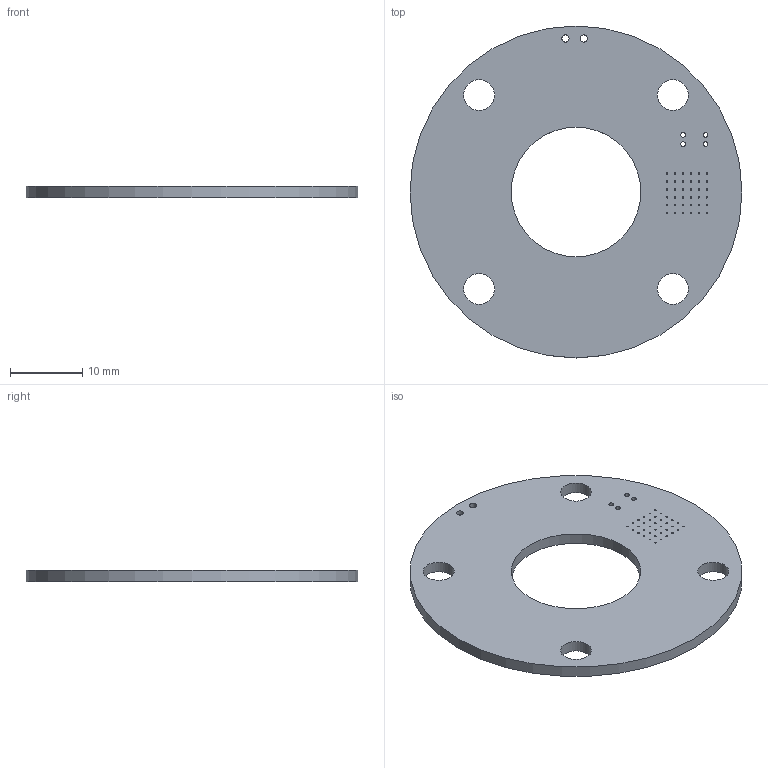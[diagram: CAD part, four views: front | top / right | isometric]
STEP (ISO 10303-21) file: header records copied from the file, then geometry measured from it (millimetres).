
FILE_DESCRIPTION(('KiCad electronic assembly'),'2;1');
FILE_NAME('UFOControlDeck.step','2022-02-25T17:13:34',('Pcbnew'),( 'Kicad'),'Open CASCADE STEP processor 7.5','KiCad to STEP converter' ,'Unknown');
FILE_SCHEMA(('AUTOMOTIVE_DESIGN { 1 0 10303 214 1 1 1 1 }'));
Length unit declared in the file: millimetre
Products named in the file (2): UFOControlDeck 1; UFOControlDeck PCB
Assembly tree (1 placements, depth 2):
  UFOControlDeck 1
    UFOControlDeck PCB
Bounding box: 46 x 46 x 1.6 mm (x, y, z)
Volume: 2154.2 mm3; surface area: 3160.1 mm2
Topology: 1 solids, 1 shells, 50 faces, 144 edges, 96 vertices
Faces by surface type: cylinder 48, plane 2
Full cylindrical faces by diameter (mm): 0.2 x36, 0.65 x4, 1 x2, 4.3 x4, 17.962 x1, 46 x1
Entity records: 3811 total; most frequent: DIRECTION 632, CARTESIAN_POINT 580, ORIENTED_EDGE 288, PCURVE 288, DEFINITIONAL_REPRESENTATION 288, LINE 240, VECTOR 240, CIRCLE 192
